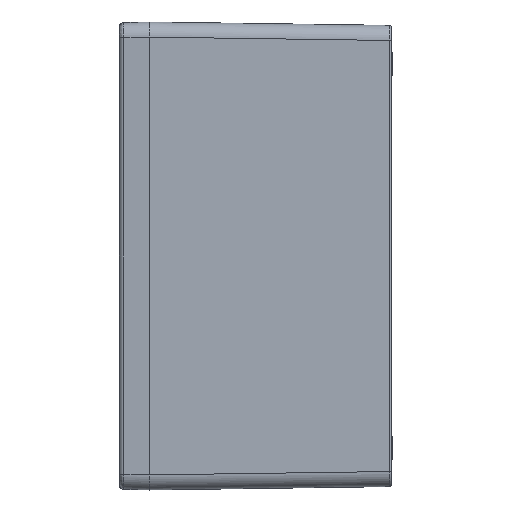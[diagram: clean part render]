
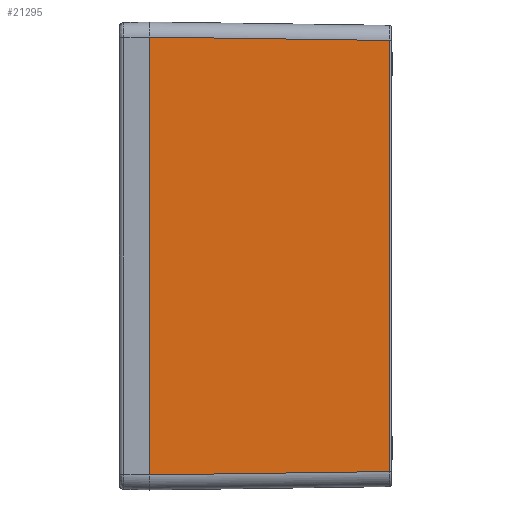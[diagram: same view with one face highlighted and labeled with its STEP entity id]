
A CAD part, left-side view. The second image highlights one B-rep face of the part: STEP entity #21295.
In plain terms, the highlighted planar face has unit normal (-1, -0.014, 0).
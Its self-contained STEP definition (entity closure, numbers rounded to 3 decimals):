
#815=CARTESIAN_POINT('',(-201.25,160.,145.001));
#826=DIRECTION('',(0.,0.,1.));
#827=VECTOR('',#826,290.002);
#828=CARTESIAN_POINT('',(-201.25,160.,-145.001));
#829=LINE('',#828,#827);
#839=CARTESIAN_POINT('',(-201.25,160.,-145.001));
#9231=DIRECTION('',(0.,0.,-1.));
#9232=VECTOR('',#9231,285.561);
#9233=CARTESIAN_POINT('',(-199.03,0.986,
142.781));
#9234=LINE('',#9233,#9232);
#9238=DIRECTION('',(0.014,-1.,0.014));
#9239=VECTOR('',#9238,159.045);
#9240=CARTESIAN_POINT('',(-201.25,160.,-145.001));
#9241=LINE('',#9240,#9239);
#9245=DIRECTION('',(0.014,-1.,-0.014));
#9246=VECTOR('',#9245,159.045);
#9247=CARTESIAN_POINT('',(-201.25,160.,145.001));
#9248=LINE('',#9247,#9246);
#9261=CARTESIAN_POINT('',(-199.03,0.986,
142.781));
#9813=VERTEX_POINT('',#815);
#9816=VERTEX_POINT('',#839);
#9828=VERTEX_POINT('',#9261);
#9831=CARTESIAN_POINT('',(-199.03,0.986,
-142.781));
#9832=VERTEX_POINT('',#9831);
#21283=CARTESIAN_POINT('',(-201.25,160.,-162.706));
#21284=DIRECTION('',(-1.,-0.014,0.));
#21285=DIRECTION('',(0.,0.,1.));
#21286=AXIS2_PLACEMENT_3D('',#21283,#21284,#21285);
#21287=PLANE('',#21286);
#21288=ORIENTED_EDGE('',*,*,#21098,.T.);
#21289=ORIENTED_EDGE('',*,*,#21278,.F.);
#21290=ORIENTED_EDGE('',*,*,#11212,.T.);
#21292=ORIENTED_EDGE('',*,*,#21291,.T.);
#21293=EDGE_LOOP('',(#21288,#21289,#21290,#21292));
#21294=FACE_OUTER_BOUND('',#21293,.F.);
#21295=ADVANCED_FACE('',(#21294),#21287,.T.);
#11212=EDGE_CURVE('',#9816,#9813,#829,.T.);
#21098=EDGE_CURVE('',#9828,#9832,#9234,.T.);
#21278=EDGE_CURVE('',#9816,#9832,#9241,.T.);
#21291=EDGE_CURVE('',#9813,#9828,#9248,.T.);
